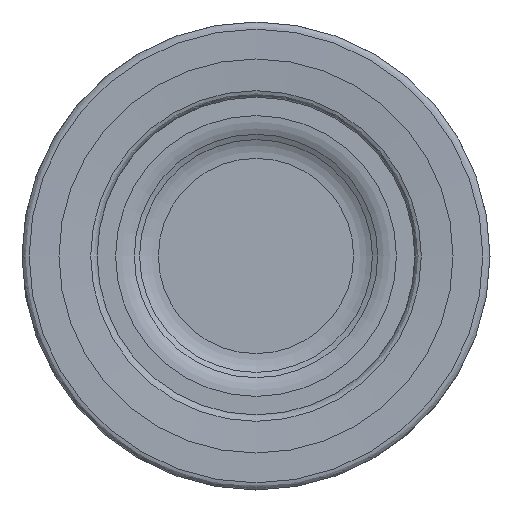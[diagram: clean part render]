
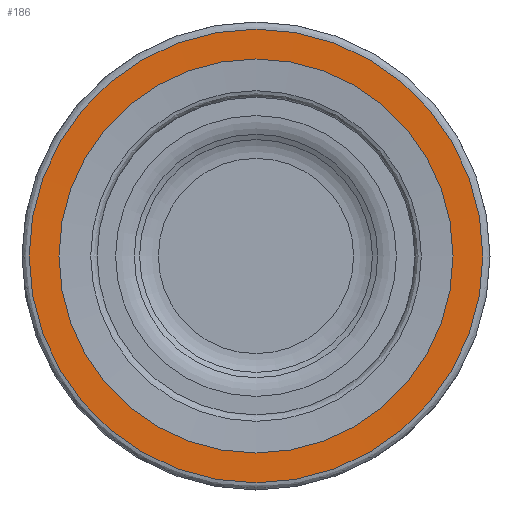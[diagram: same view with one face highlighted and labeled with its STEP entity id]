
A CAD part, left-side view. The second image highlights one B-rep face of the part: STEP entity #186.
In plain terms, the highlighted conical face has half-angle 89.45 degrees and reference radius 10.524 mm.
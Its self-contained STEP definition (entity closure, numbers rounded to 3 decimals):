
#163=CONICAL_SURFACE('',#436,10.524,89.45);
#186=ADVANCED_FACE('',(#225,#226),#163,.F.);
#225=FACE_BOUND('',#271,.T.);
#226=FACE_BOUND('',#272,.T.);
#271=EDGE_LOOP('',(#317));
#272=EDGE_LOOP('',(#318));
#317=ORIENTED_EDGE('',*,*,#373,.F.);
#318=ORIENTED_EDGE('',*,*,#374,.T.);
#350=VERTEX_POINT('',#596);
#351=VERTEX_POINT('',#598);
#373=EDGE_CURVE('',#350,#350,#396,.T.);
#374=EDGE_CURVE('',#351,#351,#397,.T.);
#396=CIRCLE('',#434,12.117);
#397=CIRCLE('',#435,10.524);
#434=AXIS2_PLACEMENT_3D('',#595,#510,#511);
#435=AXIS2_PLACEMENT_3D('',#597,#512,#513);
#436=AXIS2_PLACEMENT_3D('',#599,#514,#515);
#510=DIRECTION('',(1.,0.,0.));
#511=DIRECTION('',(0.,0.,-1.));
#512=DIRECTION('',(1.,0.,0.));
#513=DIRECTION('',(0.,0.,-1.));
#514=DIRECTION('',(-1.,0.,0.));
#515=DIRECTION('',(0.,0.,1.));
#595=CARTESIAN_POINT('',(-0.01,0.,0.));
#596=CARTESIAN_POINT('',(-0.01,0.,-12.117));
#597=CARTESIAN_POINT('',(0.006,0.,0.));
#598=CARTESIAN_POINT('',(0.006,0.,-10.524));
#599=CARTESIAN_POINT('',(0.006,0.,0.));
